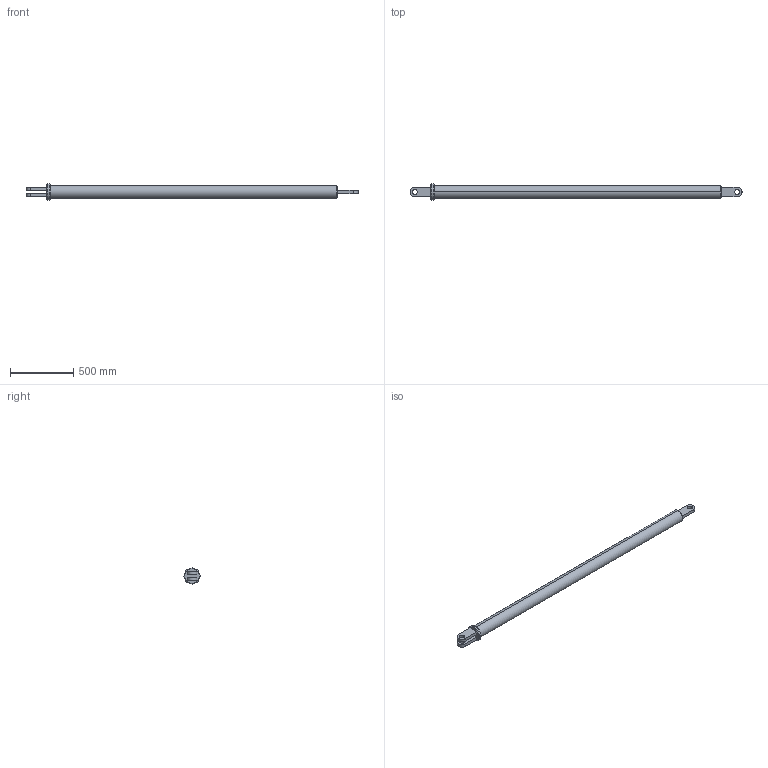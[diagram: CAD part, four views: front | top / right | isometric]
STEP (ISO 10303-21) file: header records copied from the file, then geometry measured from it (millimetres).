
FILE_DESCRIPTION (( 'STEP AP203' ), '1' );
FILE_NAME ('Bar2_Default_sldprt.STEP', '2016-03-07T14:57:48', ( 'Xing Gao' ), ( 'MathWorks' ), 'SwSTEP 2.0', 'SolidWorks 2016', '' );
FILE_SCHEMA (( 'CONFIG_CONTROL_DESIGN' ));
Length unit declared in the file: metre
Products named in the file (1): Bar2_Default_sldprt
Bounding box: 2616.2 x 127 x 127 mm (x, y, z)
Volume: 19464310.9 mm3; surface area: 850399.3 mm2
Topology: 1 solids, 1 shells, 38 faces, 86 edges, 54 vertices
Faces by surface type: cylinder 17, plane 15, torus 6
Entity records: 1157 total; most frequent: DIRECTION 198, CARTESIAN_POINT 191, ORIENTED_EDGE 172, EDGE_CURVE 86, AXIS2_PLACEMENT_3D 77, VERTEX_POINT 54, EDGE_LOOP 48, LINE 44
